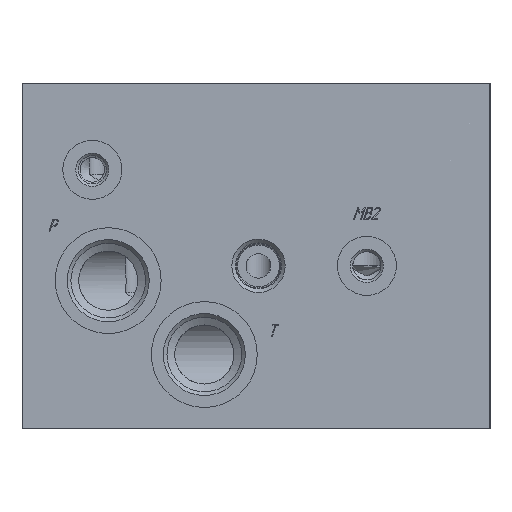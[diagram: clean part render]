
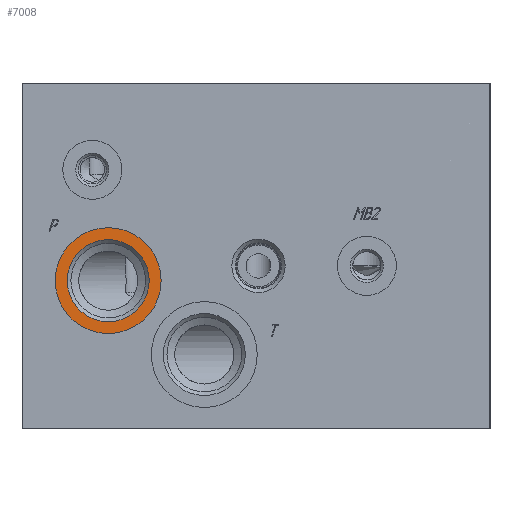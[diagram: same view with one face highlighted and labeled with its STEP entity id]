
A CAD part, left-side view. The second image highlights one B-rep face of the part: STEP entity #7008.
In plain terms, the highlighted planar face has unit normal (-1, 0, 0).
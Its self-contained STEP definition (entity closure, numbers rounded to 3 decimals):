
#7008=ADVANCED_FACE('',(#15007,#15009),#15011,.F.);
#15007=FACE_BOUND('',#15008,.T.);
#15008=EDGE_LOOP('',(#22667));
#15009=FACE_BOUND('',#15010,.T.);
#15010=EDGE_LOOP('',(#22668));
#15011=PLANE('',#15012);
#15012=AXIS2_PLACEMENT_3D('',#15013,#15014,#15015);
#15013=CARTESIAN_POINT('',(-398.,-35.,60.));
#15014=DIRECTION('',(1.,0.,0.));
#15015=DIRECTION('',(0.,1.,0.));
#22667=ORIENTED_EDGE('',*,*,#25551,.T.);
#22668=ORIENTED_EDGE('',*,*,#26273,.F.);
#25551=EDGE_CURVE('',#29316,#29316,#29317,.T.);
#26273=EDGE_CURVE('',#30479,#30479,#30480,.T.);
#29316=VERTEX_POINT('',#36920);
#29317=CIRCLE('',#36921,21.5);
#30479=VERTEX_POINT('',#41803);
#30480=CIRCLE('',#41804,16.646);
#36920=CARTESIAN_POINT('',(-398.,-13.5,60.));
#36921=AXIS2_PLACEMENT_3D('',#36922,#36923,#36924);
#36922=CARTESIAN_POINT('',(-398.,-35.,60.));
#36923=DIRECTION('',(-1.,0.,0.));
#36924=DIRECTION('',(0.,1.,0.));
#41803=CARTESIAN_POINT('',(-398.,-18.354,60.));
#41804=AXIS2_PLACEMENT_3D('',#41805,#41806,#41807);
#41805=CARTESIAN_POINT('',(-398.,-35.,60.));
#41806=DIRECTION('',(-1.,0.,0.));
#41807=DIRECTION('',(0.,1.,0.));
